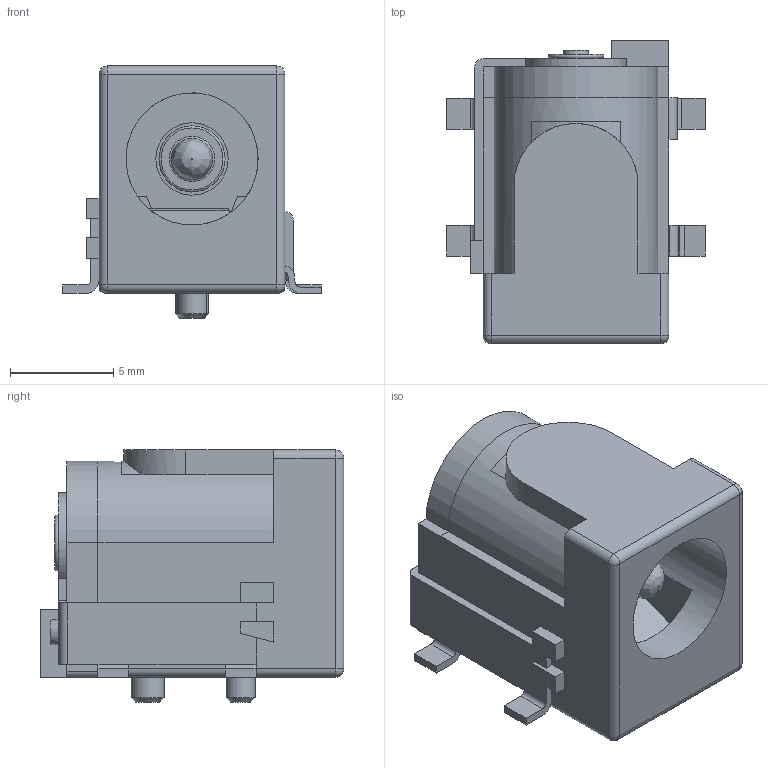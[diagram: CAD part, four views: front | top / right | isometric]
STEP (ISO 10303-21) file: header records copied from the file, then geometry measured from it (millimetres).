
FILE_DESCRIPTION( ( 'Unknown' ), '1' );
FILE_NAME( '694106106102.stp', 'Unknown', ( 'Quentin LAIDEBEUR' ), ( 'WE' ), 'PSStep 15.0.49', 'Sample-box', ' ' );
FILE_SCHEMA( ( 'AUTOMOTIVE_DESIGN { 1 0 10303 214 1 1 1 1 }' ) );
Length unit declared in the file: millimetre
Products named in the file (7): Assem1; 6941xx106102; 6941xx106102_Capot; 694106301002_PinContact; 6941xx106102_PIN; 6941xx106102_PINBIS; 6941xx106102_PINLAME
Assembly tree (6 placements, depth 2):
  Assem1
    6941xx106102
    6941xx106102_Capot
    694106301002_PinContact
    6941xx106102_PIN
    6941xx106102_PINBIS
    6941xx106102_PINLAME
Bounding box: 12.5 x 14.7 x 12.2 mm (x, y, z)
Volume: 832.3 mm3; surface area: 1891.3 mm2
Topology: 6 solids, 6 shells, 266 faces, 682 edges, 439 vertices
Faces by surface type: plane 182, cylinder 65, torus 10, cone 4, sphere 4, bspline 1
Full cylindrical faces by diameter (mm): 1.4 x1, 1.45 x1, 1.6 x1, 1.8 x2, 2 x5, 2.35 x1, 3 x1, 3.2 x1, 3.5 x1, 6.4 x1
Entity records: 10051 total; most frequent: CARTESIAN_POINT 1387, DIRECTION 1336, ORIENTED_EDGE 1282, EDGE_CURVE 641, LINE 488, VECTOR 488, VERTEX_POINT 431, AXIS2_PLACEMENT_3D 424
